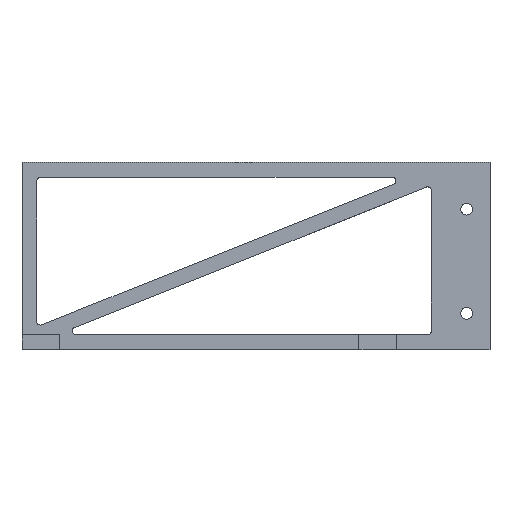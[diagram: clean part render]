
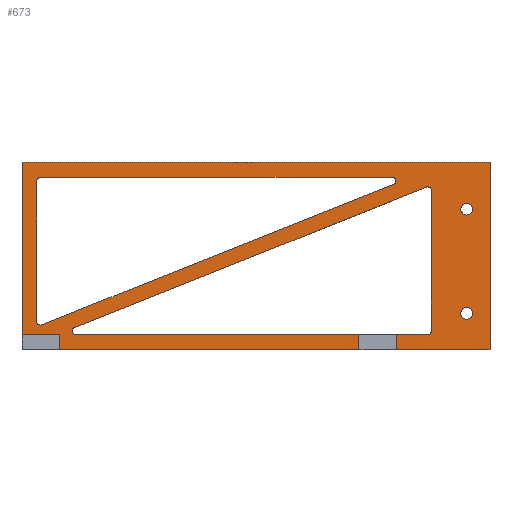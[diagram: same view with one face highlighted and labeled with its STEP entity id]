
A CAD part, top view. The second image highlights one B-rep face of the part: STEP entity #673.
In plain terms, the highlighted planar face has unit normal (0, 0, 1).
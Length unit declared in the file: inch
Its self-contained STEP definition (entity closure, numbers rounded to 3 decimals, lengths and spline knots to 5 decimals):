
#189 = EDGE_CURVE('',#190,#192,#194,.T.);
#190 = VERTEX_POINT('',#191);
#191 = CARTESIAN_POINT('',(-49.25005,-19.45816,5.08));
#192 = VERTEX_POINT('',#193);
#193 = CARTESIAN_POINT('',(46.21411,18.67833,5.08));
#194 = LINE('',#195,#196);
#195 = CARTESIAN_POINT('',(-54.07786,-21.3868,5.08));
#196 = VECTOR('',#197,1.);
#197 = DIRECTION('',(0.929,0.371,0.));
#220 = EDGE_CURVE('',#192,#221,#223,.T.);
#221 = VERTEX_POINT('',#222);
#222 = CARTESIAN_POINT('',(47.58509,17.74969,5.08));
#223 = CIRCLE('',#224,1.);
#224 = AXIS2_PLACEMENT_3D('',#225,#226,#227);
#225 = CARTESIAN_POINT('',(46.58509,17.74969,5.08));
#226 = DIRECTION('',(0.,0.,-1.));
#227 = DIRECTION('',(0.,1.,0.));
#245 = EDGE_CURVE('',#246,#190,#248,.T.);
#246 = VERTEX_POINT('',#247);
#247 = CARTESIAN_POINT('',(-48.87907,-21.3868,5.08));
#248 = CIRCLE('',#249,1.);
#249 = AXIS2_PLACEMENT_3D('',#250,#251,#252);
#250 = CARTESIAN_POINT('',(-48.87907,-20.3868,5.08));
#251 = DIRECTION('',(0.,0.,-1.));
#252 = DIRECTION('',(0.,1.,0.));
#270 = EDGE_CURVE('',#271,#221,#273,.T.);
#271 = VERTEX_POINT('',#272);
#272 = CARTESIAN_POINT('',(47.58509,-20.3868,5.08));
#273 = LINE('',#274,#275);
#274 = CARTESIAN_POINT('',(47.58509,-21.3868,5.08));
#275 = VECTOR('',#276,1.);
#276 = DIRECTION('',(0.,1.,0.));
#294 = EDGE_CURVE('',#246,#295,#297,.T.);
#295 = VERTEX_POINT('',#296);
#296 = CARTESIAN_POINT('',(27.94,-21.3868,5.08));
#297 = LINE('',#298,#299);
#298 = CARTESIAN_POINT('',(-54.07786,-21.3868,5.08));
#299 = VECTOR('',#300,1.);
#300 = DIRECTION('',(1.,0.,0.));
#305 = VERTEX_POINT('',#306);
#306 = CARTESIAN_POINT('',(46.58509,-21.3868,5.08));
#312 = EDGE_CURVE('',#313,#305,#315,.T.);
#313 = VERTEX_POINT('',#314);
#314 = CARTESIAN_POINT('',(38.1,-21.3868,5.08));
#315 = LINE('',#316,#317);
#316 = CARTESIAN_POINT('',(-54.07786,-21.3868,5.08));
#317 = VECTOR('',#318,1.);
#318 = DIRECTION('',(1.,0.,0.));
#334 = EDGE_CURVE('',#305,#271,#335,.T.);
#335 = CIRCLE('',#336,1.);
#336 = AXIS2_PLACEMENT_3D('',#337,#338,#339);
#337 = CARTESIAN_POINT('',(46.58509,-20.3868,5.08));
#338 = DIRECTION('',(0.,-0.,1.));
#339 = DIRECTION('',(0.,1.,0.));
#361 = VERTEX_POINT('',#362);
#362 = CARTESIAN_POINT('',(-53.34,-25.4,5.08));
#368 = EDGE_CURVE('',#361,#369,#371,.T.);
#369 = VERTEX_POINT('',#370);
#370 = CARTESIAN_POINT('',(27.94,-25.4,5.08));
#371 = LINE('',#372,#373);
#372 = CARTESIAN_POINT('',(-63.5,-25.4,5.08));
#373 = VECTOR('',#374,1.);
#374 = DIRECTION('',(1.,0.,0.));
#377 = VERTEX_POINT('',#378);
#378 = CARTESIAN_POINT('',(38.1,-25.4,5.08));
#384 = EDGE_CURVE('',#377,#385,#387,.T.);
#385 = VERTEX_POINT('',#386);
#386 = CARTESIAN_POINT('',(63.5,-25.4,5.08));
#387 = LINE('',#388,#389);
#388 = CARTESIAN_POINT('',(-63.5,-25.4,5.08));
#389 = VECTOR('',#390,1.);
#390 = DIRECTION('',(1.,0.,0.));
#408 = VERTEX_POINT('',#409);
#409 = CARTESIAN_POINT('',(-63.5,25.4,5.08));
#415 = EDGE_CURVE('',#408,#416,#418,.T.);
#416 = VERTEX_POINT('',#417);
#417 = CARTESIAN_POINT('',(-63.5,-21.3868,5.08));
#418 = LINE('',#419,#420);
#419 = CARTESIAN_POINT('',(-63.5,25.4,5.08));
#420 = VECTOR('',#421,1.);
#421 = DIRECTION('',(0.,-1.,0.));
#440 = EDGE_CURVE('',#385,#441,#443,.T.);
#441 = VERTEX_POINT('',#442);
#442 = CARTESIAN_POINT('',(63.5,25.4,5.08));
#443 = LINE('',#444,#445);
#444 = CARTESIAN_POINT('',(63.5,-25.4,5.08));
#445 = VECTOR('',#446,1.);
#446 = DIRECTION('',(0.,1.,0.));
#464 = EDGE_CURVE('',#441,#408,#465,.T.);
#465 = LINE('',#466,#467);
#466 = CARTESIAN_POINT('',(63.5,25.4,5.08));
#467 = VECTOR('',#468,1.);
#468 = DIRECTION('',(-1.,0.,0.));
#480 = EDGE_CURVE('',#481,#481,#483,.T.);
#481 = VERTEX_POINT('',#482);
#482 = CARTESIAN_POINT('',(58.7375,-15.56733,5.08));
#483 = CIRCLE('',#484,1.5875);
#484 = AXIS2_PLACEMENT_3D('',#485,#486,#487);
#485 = CARTESIAN_POINT('',(57.15,-15.56733,5.08));
#486 = DIRECTION('',(0.,0.,1.));
#487 = DIRECTION('',(1.,0.,0.));
#505 = EDGE_CURVE('',#506,#506,#508,.T.);
#506 = VERTEX_POINT('',#507);
#507 = CARTESIAN_POINT('',(58.7375,12.7,5.08));
#508 = CIRCLE('',#509,1.5875);
#509 = AXIS2_PLACEMENT_3D('',#510,#511,#512);
#510 = CARTESIAN_POINT('',(57.15,12.7,5.08));
#511 = DIRECTION('',(0.,0.,1.));
#512 = DIRECTION('',(1.,0.,0.));
#530 = EDGE_CURVE('',#531,#533,#535,.T.);
#531 = VERTEX_POINT('',#532);
#532 = CARTESIAN_POINT('',(-58.11582,-18.67833,5.08));
#533 = VERTEX_POINT('',#534);
#534 = CARTESIAN_POINT('',(37.34834,19.45816,5.08));
#535 = LINE('',#536,#537);
#536 = CARTESIAN_POINT('',(-59.4868,-19.22601,5.08));
#537 = VECTOR('',#538,1.);
#538 = DIRECTION('',(0.929,0.371,0.));
#561 = EDGE_CURVE('',#531,#562,#564,.T.);
#562 = VERTEX_POINT('',#563);
#563 = CARTESIAN_POINT('',(-59.4868,-17.74969,5.08));
#564 = CIRCLE('',#565,1.);
#565 = AXIS2_PLACEMENT_3D('',#566,#567,#568);
#566 = CARTESIAN_POINT('',(-58.4868,-17.74969,5.08));
#567 = DIRECTION('',(0.,0.,-1.));
#568 = DIRECTION('',(0.,1.,0.));
#586 = EDGE_CURVE('',#587,#533,#589,.T.);
#587 = VERTEX_POINT('',#588);
#588 = CARTESIAN_POINT('',(36.97736,21.3868,5.08));
#589 = CIRCLE('',#590,1.);
#590 = AXIS2_PLACEMENT_3D('',#591,#592,#593);
#591 = CARTESIAN_POINT('',(36.97736,20.3868,5.08));
#592 = DIRECTION('',(0.,0.,-1.));
#593 = DIRECTION('',(0.,1.,0.));
#611 = EDGE_CURVE('',#612,#562,#614,.T.);
#612 = VERTEX_POINT('',#613);
#613 = CARTESIAN_POINT('',(-59.4868,20.3868,5.08));
#614 = LINE('',#615,#616);
#615 = CARTESIAN_POINT('',(-59.4868,21.3868,5.08));
#616 = VECTOR('',#617,1.);
#617 = DIRECTION('',(0.,-1.,0.));
#635 = EDGE_CURVE('',#587,#636,#638,.T.);
#636 = VERTEX_POINT('',#637);
#637 = CARTESIAN_POINT('',(-58.4868,21.3868,5.08));
#638 = LINE('',#639,#640);
#639 = CARTESIAN_POINT('',(42.17615,21.3868,5.08));
#640 = VECTOR('',#641,1.);
#641 = DIRECTION('',(-1.,0.,0.));
#659 = EDGE_CURVE('',#636,#612,#660,.T.);
#660 = CIRCLE('',#661,1.);
#661 = AXIS2_PLACEMENT_3D('',#662,#663,#664);
#662 = CARTESIAN_POINT('',(-58.4868,20.3868,5.08));
#663 = DIRECTION('',(0.,-0.,1.));
#664 = DIRECTION('',(0.,1.,0.));
#673 = ADVANCED_FACE('',(#674,#714,#717,#725),#728,.T.);
#674 = FACE_BOUND('',#675,.T.);
#675 = EDGE_LOOP('',(#676,#677,#678,#679,#680,#681,#687,#688,#689,#690,
    #691,#699,#705,#706,#712,#713));
#676 = ORIENTED_EDGE('',*,*,#189,.T.);
#677 = ORIENTED_EDGE('',*,*,#220,.T.);
#678 = ORIENTED_EDGE('',*,*,#270,.F.);
#679 = ORIENTED_EDGE('',*,*,#334,.F.);
#680 = ORIENTED_EDGE('',*,*,#312,.F.);
#681 = ORIENTED_EDGE('',*,*,#682,.F.);
#682 = EDGE_CURVE('',#377,#313,#683,.T.);
#683 = LINE('',#684,#685);
#684 = CARTESIAN_POINT('',(38.1,-25.4,5.08));
#685 = VECTOR('',#686,1.);
#686 = DIRECTION('',(0.,1.,0.));
#687 = ORIENTED_EDGE('',*,*,#384,.T.);
#688 = ORIENTED_EDGE('',*,*,#440,.T.);
#689 = ORIENTED_EDGE('',*,*,#464,.T.);
#690 = ORIENTED_EDGE('',*,*,#415,.T.);
#691 = ORIENTED_EDGE('',*,*,#692,.F.);
#692 = EDGE_CURVE('',#693,#416,#695,.T.);
#693 = VERTEX_POINT('',#694);
#694 = CARTESIAN_POINT('',(-53.34,-21.3868,5.08));
#695 = LINE('',#696,#697);
#696 = CARTESIAN_POINT('',(-53.34,-21.3868,5.08));
#697 = VECTOR('',#698,1.);
#698 = DIRECTION('',(-1.,0.,0.));
#699 = ORIENTED_EDGE('',*,*,#700,.F.);
#700 = EDGE_CURVE('',#361,#693,#701,.T.);
#701 = LINE('',#702,#703);
#702 = CARTESIAN_POINT('',(-53.34,-25.4,5.08));
#703 = VECTOR('',#704,1.);
#704 = DIRECTION('',(0.,1.,0.));
#705 = ORIENTED_EDGE('',*,*,#368,.T.);
#706 = ORIENTED_EDGE('',*,*,#707,.F.);
#707 = EDGE_CURVE('',#295,#369,#708,.T.);
#708 = LINE('',#709,#710);
#709 = CARTESIAN_POINT('',(27.94,-21.3868,5.08));
#710 = VECTOR('',#711,1.);
#711 = DIRECTION('',(0.,-1.,0.));
#712 = ORIENTED_EDGE('',*,*,#294,.F.);
#713 = ORIENTED_EDGE('',*,*,#245,.T.);
#714 = FACE_BOUND('',#715,.T.);
#715 = EDGE_LOOP('',(#716));
#716 = ORIENTED_EDGE('',*,*,#480,.F.);
#717 = FACE_BOUND('',#718,.T.);
#718 = EDGE_LOOP('',(#719,#720,#721,#722,#723,#724));
#719 = ORIENTED_EDGE('',*,*,#530,.F.);
#720 = ORIENTED_EDGE('',*,*,#561,.T.);
#721 = ORIENTED_EDGE('',*,*,#611,.F.);
#722 = ORIENTED_EDGE('',*,*,#659,.F.);
#723 = ORIENTED_EDGE('',*,*,#635,.F.);
#724 = ORIENTED_EDGE('',*,*,#586,.T.);
#725 = FACE_BOUND('',#726,.T.);
#726 = EDGE_LOOP('',(#727));
#727 = ORIENTED_EDGE('',*,*,#505,.F.);
#728 = PLANE('',#729);
#729 = AXIS2_PLACEMENT_3D('',#730,#731,#732);
#730 = CARTESIAN_POINT('',(0.,0.,5.08));
#731 = DIRECTION('',(0.,0.,1.));
#732 = DIRECTION('',(1.,0.,0.));
